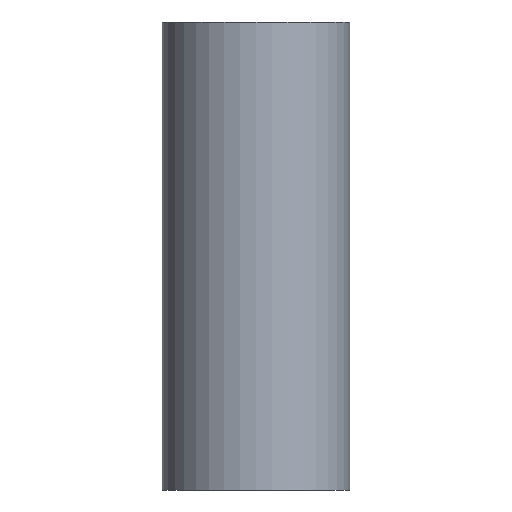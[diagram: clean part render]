
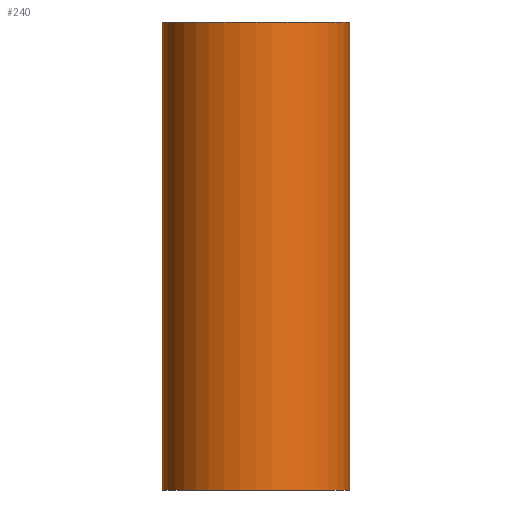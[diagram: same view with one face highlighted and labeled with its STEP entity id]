
A CAD part, front view. The second image highlights one B-rep face of the part: STEP entity #240.
In plain terms, the highlighted cylindrical face has radius 5 mm (diameter 10 mm), a partial arc.
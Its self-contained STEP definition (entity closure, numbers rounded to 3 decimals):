
#6 = VECTOR ( 'NONE', #48, 1000. ) ;
#11 = EDGE_CURVE ( 'NONE', #214, #16, #186, .T. ) ;
#16 = VERTEX_POINT ( 'NONE', #134 ) ;
#22 = CIRCLE ( 'NONE', #168, 5. ) ;
#25 = AXIS2_PLACEMENT_3D ( 'NONE', #192, #95, #167 ) ;
#38 = DIRECTION ( 'NONE',  ( 1., 0., 0. ) ) ;
#46 = EDGE_CURVE ( 'NONE', #117, #82, #125, .T. ) ;
#48 = DIRECTION ( 'NONE',  ( 0., 0., -1. ) ) ;
#54 = DIRECTION ( 'NONE',  ( -1., 0., 0. ) ) ;
#62 = DIRECTION ( 'NONE',  ( 0., 0., 1. ) ) ;
#67 = CARTESIAN_POINT ( 'NONE',  ( 0., 0., 25. ) ) ;
#79 = CARTESIAN_POINT ( 'NONE',  ( 5., 0., 0. ) ) ;
#82 = VERTEX_POINT ( 'NONE', #79 ) ;
#86 = CIRCLE ( 'NONE', #25, 5. ) ;
#88 = ORIENTED_EDGE ( 'NONE', *, *, #183, .F. ) ;
#95 = DIRECTION ( 'NONE',  ( 0., 0., 1. ) ) ;
#104 = CARTESIAN_POINT ( 'NONE',  ( -5., 0., 25. ) ) ;
#117 = VERTEX_POINT ( 'NONE', #233 ) ;
#125 = LINE ( 'NONE', #229, #6 ) ;
#132 = ORIENTED_EDGE ( 'NONE', *, *, #11, .T. ) ;
#134 = CARTESIAN_POINT ( 'NONE',  ( -5., 0., 0. ) ) ;
#154 = ORIENTED_EDGE ( 'NONE', *, *, #46, .F. ) ;
#159 = ORIENTED_EDGE ( 'NONE', *, *, #208, .T. ) ;
#162 = CARTESIAN_POINT ( 'NONE',  ( -5., 0., 25. ) ) ;
#165 = CYLINDRICAL_SURFACE ( 'NONE', #203, 5. ) ;
#166 = FACE_OUTER_BOUND ( 'NONE', #188, .T. ) ;
#167 = DIRECTION ( 'NONE',  ( 1., 0., 0. ) ) ;
#168 = AXIS2_PLACEMENT_3D ( 'NONE', #190, #62, #38 ) ;
#173 = DIRECTION ( 'NONE',  ( 0., 0., -1. ) ) ;
#183 = EDGE_CURVE ( 'NONE', #214, #117, #86, .T. ) ;
#186 = LINE ( 'NONE', #162, #211 ) ;
#188 = EDGE_LOOP ( 'NONE', ( #154, #88, #132, #159 ) ) ;
#190 = CARTESIAN_POINT ( 'NONE',  ( 0., 0., 0. ) ) ;
#192 = CARTESIAN_POINT ( 'NONE',  ( 0., 0., 25. ) ) ;
#203 = AXIS2_PLACEMENT_3D ( 'NONE', #67, #173, #54 ) ;
#208 = EDGE_CURVE ( 'NONE', #16, #82, #22, .T. ) ;
#211 = VECTOR ( 'NONE', #235, 1000. ) ;
#214 = VERTEX_POINT ( 'NONE', #104 ) ;
#229 = CARTESIAN_POINT ( 'NONE',  ( 5., 0., 25. ) ) ;
#233 = CARTESIAN_POINT ( 'NONE',  ( 5., 0., 25. ) ) ;
#235 = DIRECTION ( 'NONE',  ( 0., 0., -1. ) ) ;
#240 = ADVANCED_FACE ( 'NONE', ( #166 ), #165, .T. ) ;
